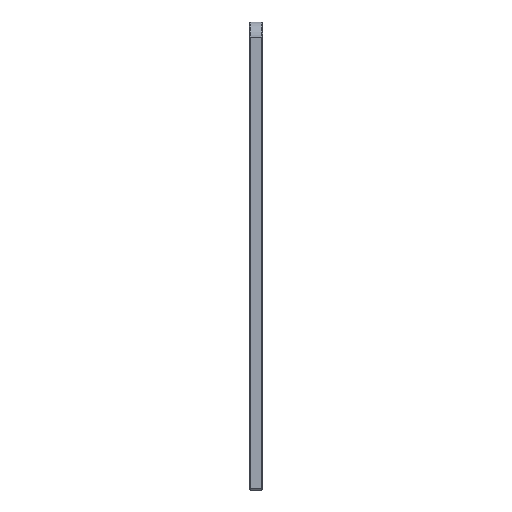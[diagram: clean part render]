
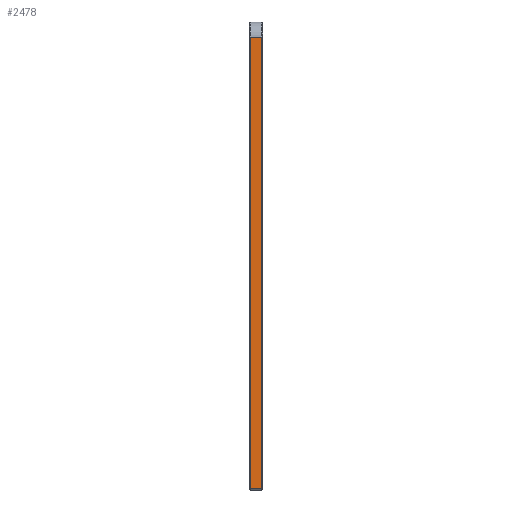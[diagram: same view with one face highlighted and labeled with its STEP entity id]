
A CAD part, left-side view. The second image highlights one B-rep face of the part: STEP entity #2478.
In plain terms, the highlighted planar face has unit normal (-1, 0, 0).
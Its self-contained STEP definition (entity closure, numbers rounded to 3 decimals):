
#1473=CARTESIAN_POINT('Vertex',(0.,1.5,532.)) ;
#1493=CARTESIAN_POINT('Line Origine',(0.,1.5,0.)) ;
#1497=CARTESIAN_POINT('Vertex',(0.,1.5,1.5)) ;
#2436=CARTESIAN_POINT('Line Origine',(0.,0.,532.)) ;
#2440=CARTESIAN_POINT('Vertex',(0.,14.5,532.)) ;
#2455=CARTESIAN_POINT('Axis2P3D Location',(0.,0.,0.)) ;
#2460=CARTESIAN_POINT('Line Origine',(0.,8.,1.5)) ;
#2464=CARTESIAN_POINT('Vertex',(0.,14.5,1.5)) ;
#2467=CARTESIAN_POINT('Line Origine',(0.,14.5,266.75)) ;
#1495=VECTOR('Line Direction',#1494,1.) ;
#2438=VECTOR('Line Direction',#2437,1.) ;
#2462=VECTOR('Line Direction',#2461,1.) ;
#2469=VECTOR('Line Direction',#2468,1.) ;
#1494=DIRECTION('Vector Direction',(0.,0.,-1.)) ;
#2437=DIRECTION('Vector Direction',(0.,-1.,0.)) ;
#2456=DIRECTION('Axis2P3D Direction',(1.,-0.,0.)) ;
#2457=DIRECTION('Axis2P3D XDirection',(0.,0.,-1.)) ;
#2461=DIRECTION('Vector Direction',(0.,-1.,0.)) ;
#2468=DIRECTION('Vector Direction',(0.,0.,-1.)) ;
#2458=AXIS2_PLACEMENT_3D('Plane Axis2P3D',#2455,#2456,#2457) ;
#1496=LINE('Line',#1493,#1495) ;
#2439=LINE('Line',#2436,#2438) ;
#2463=LINE('Line',#2460,#2462) ;
#2470=LINE('Line',#2467,#2469) ;
#2459=PLANE('',#2458) ;
#1499=EDGE_CURVE('',#1498,#1474,#1496,.F.) ;
#2442=EDGE_CURVE('',#1474,#2441,#2439,.F.) ;
#2466=EDGE_CURVE('',#2465,#1498,#2463,.T.) ;
#2471=EDGE_CURVE('',#2441,#2465,#2470,.T.) ;
#2473=ORIENTED_EDGE('',*,*,#2466,.T.) ;
#2474=ORIENTED_EDGE('',*,*,#1499,.T.) ;
#2475=ORIENTED_EDGE('',*,*,#2442,.T.) ;
#2476=ORIENTED_EDGE('',*,*,#2471,.T.) ;
#2472=EDGE_LOOP('',(#2473,#2474,#2475,#2476)) ;
#1474=VERTEX_POINT('',#1473) ;
#1498=VERTEX_POINT('',#1497) ;
#2441=VERTEX_POINT('',#2440) ;
#2465=VERTEX_POINT('',#2464) ;
#2478=ADVANCED_FACE('Bohrungen Konsole mitte Ausschnitt WT500',(#2477),#2459,.F.) ;
#2477=FACE_OUTER_BOUND('',#2472,.T.) ;
